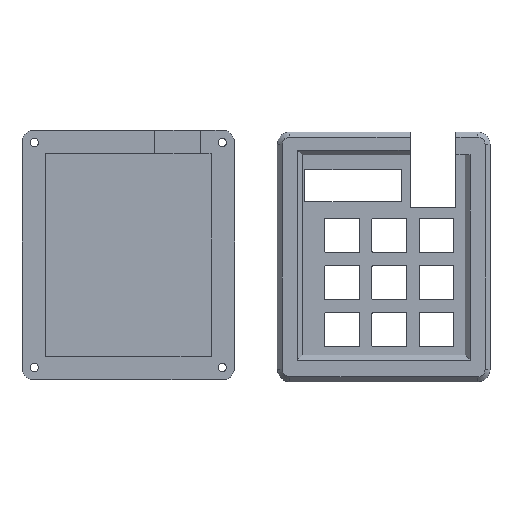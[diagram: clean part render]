
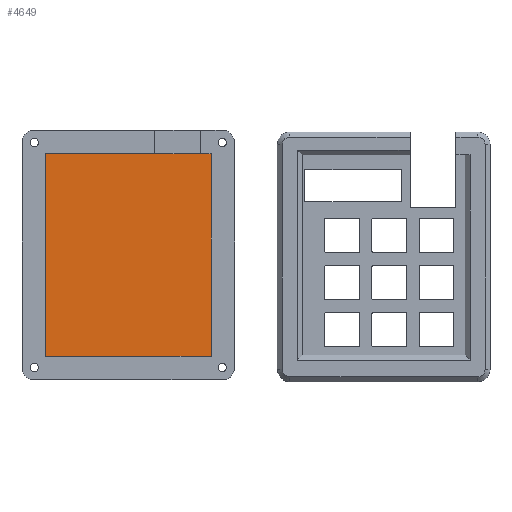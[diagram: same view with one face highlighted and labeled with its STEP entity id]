
A CAD part, top view. The second image highlights one B-rep face of the part: STEP entity #4649.
In plain terms, the highlighted planar face has unit normal (0, 0, 1).
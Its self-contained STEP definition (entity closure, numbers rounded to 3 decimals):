
#4443 = VERTEX_POINT('',#4444);
#4444 = CARTESIAN_POINT('',(29.176,41.,3.));
#4501 = VERTEX_POINT('',#4502);
#4502 = CARTESIAN_POINT('',(10.676,41.,3.));
#4523 = EDGE_CURVE('',#4501,#4524,#4526,.T.);
#4524 = VERTEX_POINT('',#4525);
#4525 = CARTESIAN_POINT('',(-33.5,41.,3.));
#4526 = LINE('',#4527,#4528);
#4527 = CARTESIAN_POINT('',(33.5,41.,3.));
#4528 = VECTOR('',#4529,1.);
#4529 = DIRECTION('',(-1.,0.,0.));
#4550 = VERTEX_POINT('',#4551);
#4551 = CARTESIAN_POINT('',(-33.5,-41.,3.));
#4557 = EDGE_CURVE('',#4524,#4550,#4558,.T.);
#4558 = LINE('',#4559,#4560);
#4559 = CARTESIAN_POINT('',(-33.5,41.,3.));
#4560 = VECTOR('',#4561,1.);
#4561 = DIRECTION('',(0.,-1.,0.));
#4574 = VERTEX_POINT('',#4575);
#4575 = CARTESIAN_POINT('',(33.5,-41.,3.));
#4581 = EDGE_CURVE('',#4550,#4574,#4582,.T.);
#4582 = LINE('',#4583,#4584);
#4583 = CARTESIAN_POINT('',(-33.5,-41.,3.));
#4584 = VECTOR('',#4585,1.);
#4585 = DIRECTION('',(1.,0.,0.));
#4598 = VERTEX_POINT('',#4599);
#4599 = CARTESIAN_POINT('',(33.5,41.,3.));
#4605 = EDGE_CURVE('',#4574,#4598,#4606,.T.);
#4606 = LINE('',#4607,#4608);
#4607 = CARTESIAN_POINT('',(33.5,-41.,3.));
#4608 = VECTOR('',#4609,1.);
#4609 = DIRECTION('',(0.,1.,0.));
#4619 = EDGE_CURVE('',#4598,#4443,#4620,.T.);
#4620 = LINE('',#4621,#4622);
#4621 = CARTESIAN_POINT('',(33.5,41.,3.));
#4622 = VECTOR('',#4623,1.);
#4623 = DIRECTION('',(-1.,0.,0.));
#4636 = EDGE_CURVE('',#4443,#4501,#4637,.T.);
#4637 = LINE('',#4638,#4639);
#4638 = CARTESIAN_POINT('',(33.5,41.,3.));
#4639 = VECTOR('',#4640,1.);
#4640 = DIRECTION('',(-1.,0.,0.));
#4649 = ADVANCED_FACE('',(#4650),#4658,.T.);
#4650 = FACE_BOUND('',#4651,.T.);
#4651 = EDGE_LOOP('',(#4652,#4653,#4654,#4655,#4656,#4657));
#4652 = ORIENTED_EDGE('',*,*,#4557,.T.);
#4653 = ORIENTED_EDGE('',*,*,#4581,.T.);
#4654 = ORIENTED_EDGE('',*,*,#4605,.T.);
#4655 = ORIENTED_EDGE('',*,*,#4619,.T.);
#4656 = ORIENTED_EDGE('',*,*,#4636,.T.);
#4657 = ORIENTED_EDGE('',*,*,#4523,.T.);
#4658 = PLANE('',#4659);
#4659 = AXIS2_PLACEMENT_3D('',#4660,#4661,#4662);
#4660 = CARTESIAN_POINT('',(0.,0.,3.));
#4661 = DIRECTION('',(0.,0.,1.));
#4662 = DIRECTION('',(1.,0.,0.));
